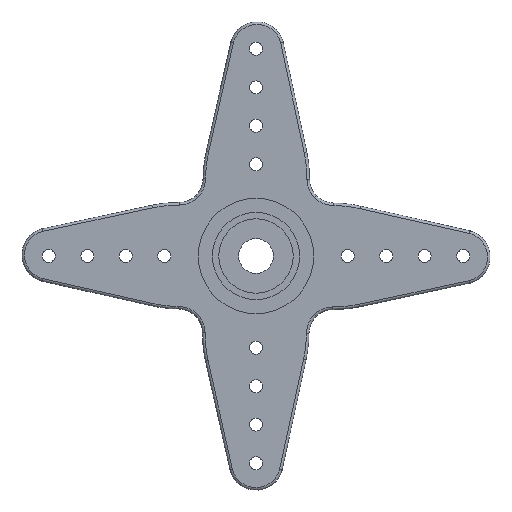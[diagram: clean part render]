
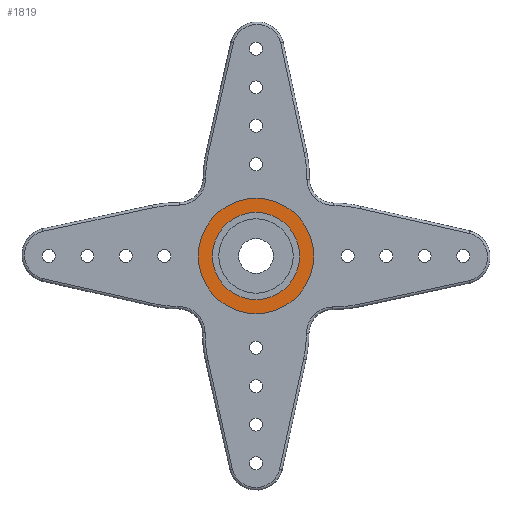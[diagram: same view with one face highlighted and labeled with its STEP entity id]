
A CAD part, front view. The second image highlights one B-rep face of the part: STEP entity #1819.
In plain terms, the highlighted planar face has unit normal (0, -1, 0).
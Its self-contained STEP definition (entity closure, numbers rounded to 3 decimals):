
#51=FACE_BOUND('',#348,.T.);
#66=PLANE('',#2105);
#198=FACE_OUTER_BOUND('',#347,.T.);
#347=EDGE_LOOP('',(#1577));
#348=EDGE_LOOP('',(#1578));
#550=CIRCLE('',#2103,3.4);
#551=CIRCLE('',#2106,4.5);
#873=VERTEX_POINT('',#3428);
#874=VERTEX_POINT('',#3433);
#1116=EDGE_CURVE('',#873,#873,#550,.T.);
#1117=EDGE_CURVE('',#874,#874,#551,.T.);
#1577=ORIENTED_EDGE('',*,*,#1117,.F.);
#1578=ORIENTED_EDGE('',*,*,#1116,.T.);
#1819=ADVANCED_FACE('',(#198,#51),#66,.T.);
#2103=AXIS2_PLACEMENT_3D('',#3430,#2690,#2691);
#2105=AXIS2_PLACEMENT_3D('',#3432,#2694,#2695);
#2106=AXIS2_PLACEMENT_3D('',#3434,#2696,#2697);
#2690=DIRECTION('center_axis',(0.,1.,0.));
#2691=DIRECTION('ref_axis',(1.,0.,0.));
#2694=DIRECTION('center_axis',(0.,-1.,0.));
#2695=DIRECTION('ref_axis',(1.,0.,0.));
#2696=DIRECTION('center_axis',(0.,1.,0.));
#2697=DIRECTION('ref_axis',(1.,0.,0.));
#3428=CARTESIAN_POINT('',(-3.4,0.5,0.));
#3430=CARTESIAN_POINT('Origin',(0.,0.5,0.));
#3432=CARTESIAN_POINT('Origin',(0.,0.5,0.));
#3433=CARTESIAN_POINT('',(-4.5,0.5,0.));
#3434=CARTESIAN_POINT('Origin',(0.,0.5,0.));
